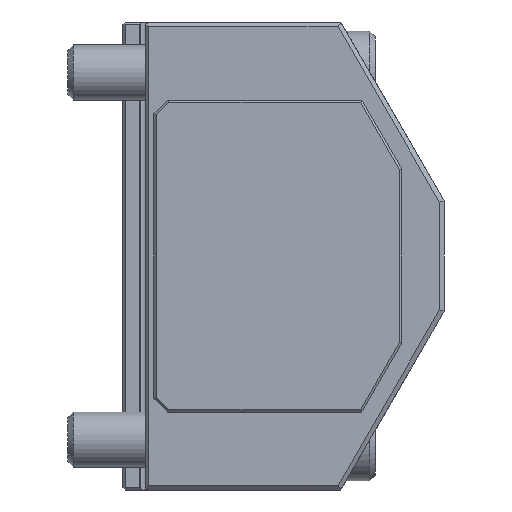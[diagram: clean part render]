
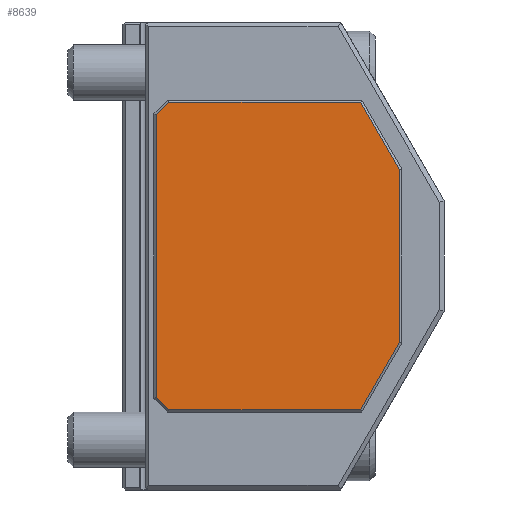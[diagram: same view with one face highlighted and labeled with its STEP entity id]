
A CAD part, left-side view. The second image highlights one B-rep face of the part: STEP entity #8639.
In plain terms, the highlighted planar face has unit normal (-1, 0, 0).
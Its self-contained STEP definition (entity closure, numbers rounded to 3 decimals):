
#2109=DIRECTION('',(0.,0.,1.));
#2110=VECTOR('',#2109,37.732);
#2111=CARTESIAN_POINT('',(-39.,-55.25,-18.866));
#2112=LINE('',#2111,#2110);
#2113=DIRECTION('',(0.,-0.5,0.866));
#2114=VECTOR('',#2113,16.898);
#2115=CARTESIAN_POINT('',(-39.,-46.801,-33.5));
#2116=LINE('',#2115,#2114);
#2117=DIRECTION('',(0.,-1.,0.));
#2118=VECTOR('',#2117,41.844);
#2119=CARTESIAN_POINT('',(-39.,-4.957,-33.5));
#2120=LINE('',#2119,#2118);
#2121=DIRECTION('',(0.,-0.707,-0.707));
#2122=VECTOR('',#2121,3.828);
#2123=CARTESIAN_POINT('',(-39.,-2.25,-30.793));
#2124=LINE('',#2123,#2122);
#2125=DIRECTION('',(0.,0.,-1.));
#2126=VECTOR('',#2125,61.586);
#2127=CARTESIAN_POINT('',(-39.,-2.25,30.793));
#2128=LINE('',#2127,#2126);
#2129=DIRECTION('',(0.,0.707,-0.707));
#2130=VECTOR('',#2129,3.828);
#2131=CARTESIAN_POINT('',(-39.,-4.957,33.5));
#2132=LINE('',#2131,#2130);
#2133=DIRECTION('',(0.,1.,0.));
#2134=VECTOR('',#2133,41.844);
#2135=CARTESIAN_POINT('',(-39.,-46.801,33.5));
#2136=LINE('',#2135,#2134);
#2137=DIRECTION('',(0.,0.5,0.866));
#2138=VECTOR('',#2137,16.898);
#2139=CARTESIAN_POINT('',(-39.,-55.25,18.866));
#2140=LINE('',#2139,#2138);
#5177=CARTESIAN_POINT('',(-39.,-55.25,-18.866));
#5178=CARTESIAN_POINT('',(-39.,-55.25,18.866));
#5179=VERTEX_POINT('',#5177);
#5180=VERTEX_POINT('',#5178);
#5181=CARTESIAN_POINT('',(-39.,-46.801,33.5));
#5182=VERTEX_POINT('',#5181);
#5187=CARTESIAN_POINT('',(-39.,-4.957,33.5));
#5188=VERTEX_POINT('',#5187);
#5191=CARTESIAN_POINT('',(-39.,-2.25,30.793));
#5192=VERTEX_POINT('',#5191);
#5195=CARTESIAN_POINT('',(-39.,-2.25,-30.793));
#5196=VERTEX_POINT('',#5195);
#5199=CARTESIAN_POINT('',(-39.,-4.957,-33.5));
#5200=VERTEX_POINT('',#5199);
#5203=CARTESIAN_POINT('',(-39.,-46.801,-33.5));
#5204=VERTEX_POINT('',#5203);
#8619=CARTESIAN_POINT('',(-39.,-31.75,0.));
#8620=DIRECTION('',(-1.,0.,0.));
#8621=DIRECTION('',(0.,0.,-1.));
#8622=AXIS2_PLACEMENT_3D('',#8619,#8620,#8621);
#8623=PLANE('',#8622);
#8625=ORIENTED_EDGE('',*,*,#8624,.F.);
#8627=ORIENTED_EDGE('',*,*,#8626,.F.);
#8629=ORIENTED_EDGE('',*,*,#8628,.F.);
#8631=ORIENTED_EDGE('',*,*,#8630,.F.);
#8633=ORIENTED_EDGE('',*,*,#8632,.F.);
#8634=ORIENTED_EDGE('',*,*,#8584,.F.);
#8635=ORIENTED_EDGE('',*,*,#8599,.F.);
#8636=ORIENTED_EDGE('',*,*,#8610,.F.);
#8637=EDGE_LOOP('',(#8625,#8627,#8629,#8631,#8633,#8634,#8635,#8636));
#8638=FACE_OUTER_BOUND('',#8637,.F.);
#8584=EDGE_CURVE('',#5188,#5192,#2132,.T.);
#8599=EDGE_CURVE('',#5182,#5188,#2136,.T.);
#8610=EDGE_CURVE('',#5180,#5182,#2140,.T.);
#8624=EDGE_CURVE('',#5179,#5180,#2112,.T.);
#8626=EDGE_CURVE('',#5204,#5179,#2116,.T.);
#8628=EDGE_CURVE('',#5200,#5204,#2120,.T.);
#8630=EDGE_CURVE('',#5196,#5200,#2124,.T.);
#8632=EDGE_CURVE('',#5192,#5196,#2128,.T.);
#8639=ADVANCED_FACE('',(#8638),#8623,.T.);
